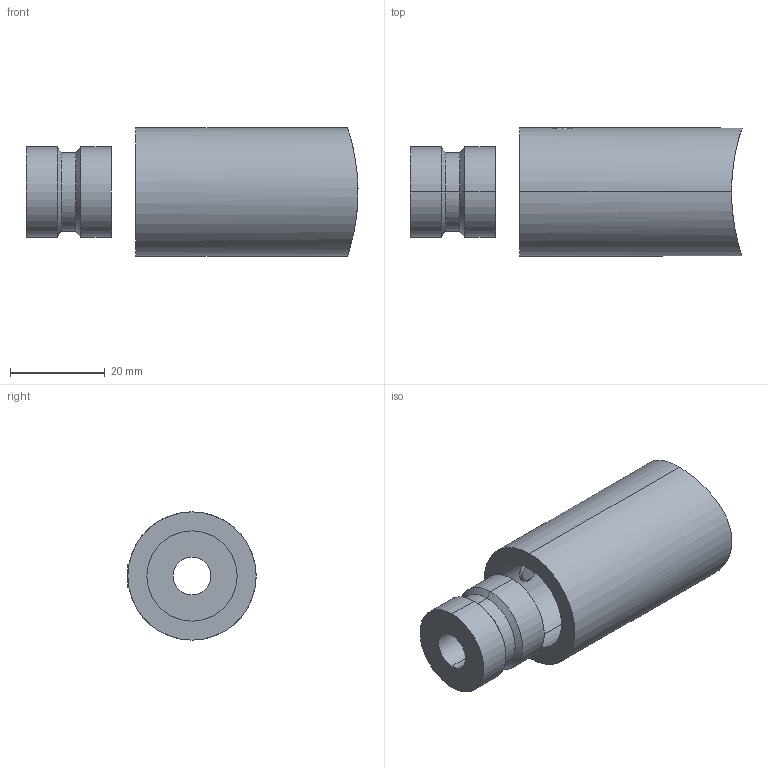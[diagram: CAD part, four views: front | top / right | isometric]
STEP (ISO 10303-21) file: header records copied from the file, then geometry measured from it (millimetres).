
FILE_DESCRIPTION (( 'STEP AP203' ), '1' );
FILE_NAME ('3D_GT3554_42.4_188731200.STEP', '2024-10-21T08:00:50', ( '' ), ( '' ), 'SwSTEP 2.0', 'SolidWorks 2023', '' );
FILE_SCHEMA (( 'CONFIG_CONTROL_DESIGN' ));
Length unit declared in the file: millimetre
Products named in the file (1): 3D_GT3554_42.4_188731200
Bounding box: 69.92 x 27 x 27 mm (x, y, z)
Volume: 15278.8 mm3; surface area: 9950.5 mm2
Topology: 3 solids, 3 shells, 45 faces, 95 edges, 59 vertices
Faces by surface type: cylinder 21, plane 14, cone 6, bspline 2, torus 2
Entity records: 3055 total; most frequent: CARTESIAN_POINT 1999, DIRECTION 208, ORIENTED_EDGE 190, EDGE_CURVE 95, AXIS2_PLACEMENT_3D 82, VERTEX_POINT 59, EDGE_LOOP 54, ADVANCED_FACE 45
